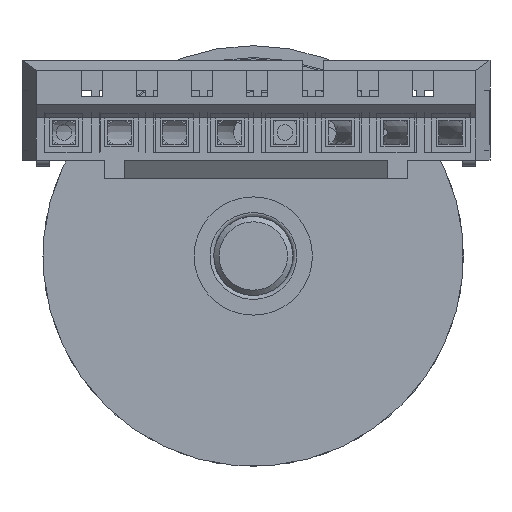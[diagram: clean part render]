
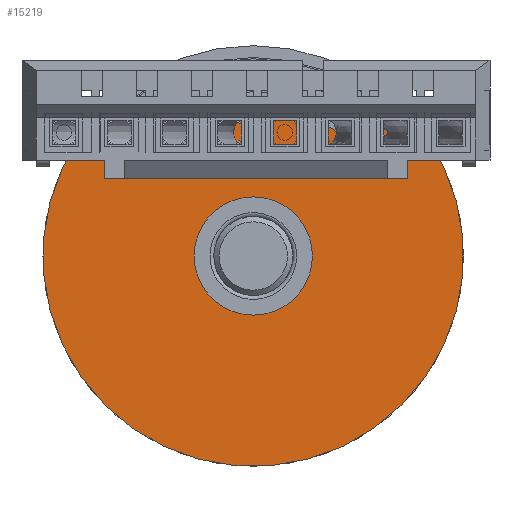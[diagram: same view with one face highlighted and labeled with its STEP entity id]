
A CAD part, front view. The second image highlights one B-rep face of the part: STEP entity #15219.
In plain terms, the highlighted planar face has unit normal (0, -1, 0).
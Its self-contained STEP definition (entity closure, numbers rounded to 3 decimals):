
#593 = DIRECTION ( 'NONE',  ( 0., 1., 0. ) ) ;
#660 = VERTEX_POINT ( 'NONE', #12301 ) ;
#794 = AXIS2_PLACEMENT_3D ( 'NONE', #9701, #2454, #11169 ) ;
#885 = DIRECTION ( 'NONE',  ( 0., 0., 1. ) ) ;
#1071 = ORIENTED_EDGE ( 'NONE', *, *, #4833, .T. ) ;
#1321 = CARTESIAN_POINT ( 'NONE',  ( -3.692, -4.7, 4.342 ) ) ;
#1488 = DIRECTION ( 'NONE',  ( 0., 0., 1. ) ) ;
#1828 = DIRECTION ( 'NONE',  ( 0., 0., 1. ) ) ;
#2037 = PLANE ( 'NONE',  #10803 ) ;
#2106 = EDGE_CURVE ( 'NONE', #660, #6896, #13198, .T. ) ;
#2454 = DIRECTION ( 'NONE',  ( 0., 1., 0. ) ) ;
#2968 = AXIS2_PLACEMENT_3D ( 'NONE', #5506, #11508, #1488 ) ;
#3155 = CIRCLE ( 'NONE', #14711, 8. ) ;
#3485 = ORIENTED_EDGE ( 'NONE', *, *, #6171, .F. ) ;
#4101 = VERTEX_POINT ( 'NONE', #13497 ) ;
#4185 = ORIENTED_EDGE ( 'NONE', *, *, #12893, .T. ) ;
#4264 = DIRECTION ( 'NONE',  ( 0., 1., 0. ) ) ;
#4833 = EDGE_CURVE ( 'NONE', #11319, #11319, #5861, .T. ) ;
#5294 = ORIENTED_EDGE ( 'NONE', *, *, #14129, .F. ) ;
#5346 = CARTESIAN_POINT ( 'NONE',  ( -4.016, -4.7, 4.723 ) ) ;
#5506 = CARTESIAN_POINT ( 'NONE',  ( 0., -4.7, 0. ) ) ;
#5589 = ORIENTED_EDGE ( 'NONE', *, *, #11874, .T. ) ;
#5683 = VECTOR ( 'NONE', #13305, 1000. ) ;
#5861 = CIRCLE ( 'NONE', #2968, 2.25 ) ;
#6047 = EDGE_CURVE ( 'NONE', #13291, #660, #16179, .T. ) ;
#6171 = EDGE_CURVE ( 'NONE', #4101, #13407, #14463, .T. ) ;
#6704 = VECTOR ( 'NONE', #15907, 1000. ) ;
#6848 = CARTESIAN_POINT ( 'NONE',  ( 0., -4.7, 0. ) ) ;
#6862 = AXIS2_PLACEMENT_3D ( 'NONE', #13991, #12519, #8661 ) ;
#6896 = VERTEX_POINT ( 'NONE', #10806 ) ;
#6970 = FACE_OUTER_BOUND ( 'NONE', #8694, .T. ) ;
#7042 = DIRECTION ( 'NONE',  ( 0., 1., 0. ) ) ;
#7786 = AXIS2_PLACEMENT_3D ( 'NONE', #5346, #4264, #9301 ) ;
#8059 = CARTESIAN_POINT ( 'NONE',  ( 5.657, -4.7, 5.657 ) ) ;
#8365 = CARTESIAN_POINT ( 'NONE',  ( 8., -4.7, 0. ) ) ;
#8444 = FACE_BOUND ( 'NONE', #12461, .T. ) ;
#8661 = DIRECTION ( 'NONE',  ( 0., 0., -1. ) ) ;
#8694 = EDGE_LOOP ( 'NONE', ( #8812, #5294, #3485, #5589, #4185, #12932 ) ) ;
#8812 = ORIENTED_EDGE ( 'NONE', *, *, #2106, .T. ) ;
#9301 = DIRECTION ( 'NONE',  ( 0., 0., 1. ) ) ;
#9461 = CIRCLE ( 'NONE', #794, 0.5 ) ;
#9619 = CARTESIAN_POINT ( 'NONE',  ( 4.37, -4.7, 4.37 ) ) ;
#9701 = CARTESIAN_POINT ( 'NONE',  ( 4.016, -4.7, 4.723 ) ) ;
#9749 = CIRCLE ( 'NONE', #6862, 5.7 ) ;
#10282 = VERTEX_POINT ( 'NONE', #15415 ) ;
#10803 = AXIS2_PLACEMENT_3D ( 'NONE', #8365, #7042, #885 ) ;
#10806 = CARTESIAN_POINT ( 'NONE',  ( -5.657, -4.7, 5.657 ) ) ;
#11169 = DIRECTION ( 'NONE',  ( 0., 0., 1. ) ) ;
#11319 = VERTEX_POINT ( 'NONE', #16084 ) ;
#11508 = DIRECTION ( 'NONE',  ( 0., 1., 0. ) ) ;
#11874 = EDGE_CURVE ( 'NONE', #4101, #10282, #9461, .T. ) ;
#12301 = CARTESIAN_POINT ( 'NONE',  ( -4.37, -4.7, 4.37 ) ) ;
#12461 = EDGE_LOOP ( 'NONE', ( #1071 ) ) ;
#12519 = DIRECTION ( 'NONE',  ( 0., -1., 0. ) ) ;
#12893 = EDGE_CURVE ( 'NONE', #10282, #13291, #9749, .T. ) ;
#12932 = ORIENTED_EDGE ( 'NONE', *, *, #6047, .T. ) ;
#13198 = LINE ( 'NONE', #13429, #6704 ) ;
#13291 = VERTEX_POINT ( 'NONE', #1321 ) ;
#13305 = DIRECTION ( 'NONE',  ( 0.707, 0., 0.707 ) ) ;
#13407 = VERTEX_POINT ( 'NONE', #8059 ) ;
#13429 = CARTESIAN_POINT ( 'NONE',  ( -4.37, -4.7, 4.37 ) ) ;
#13497 = CARTESIAN_POINT ( 'NONE',  ( 4.37, -4.7, 4.37 ) ) ;
#13991 = CARTESIAN_POINT ( 'NONE',  ( 0., -4.7, 0. ) ) ;
#14129 = EDGE_CURVE ( 'NONE', #13407, #6896, #3155, .T. ) ;
#14463 = LINE ( 'NONE', #9619, #5683 ) ;
#14711 = AXIS2_PLACEMENT_3D ( 'NONE', #6848, #593, #1828 ) ;
#15219 = ADVANCED_FACE ( 'NONE', ( #8444, #6970 ), #2037, .F. ) ;
#15415 = CARTESIAN_POINT ( 'NONE',  ( 3.692, -4.7, 4.342 ) ) ;
#15907 = DIRECTION ( 'NONE',  ( -0.707, 0., 0.707 ) ) ;
#16084 = CARTESIAN_POINT ( 'NONE',  ( 0., -4.7, 2.25 ) ) ;
#16179 = CIRCLE ( 'NONE', #7786, 0.5 ) ;
